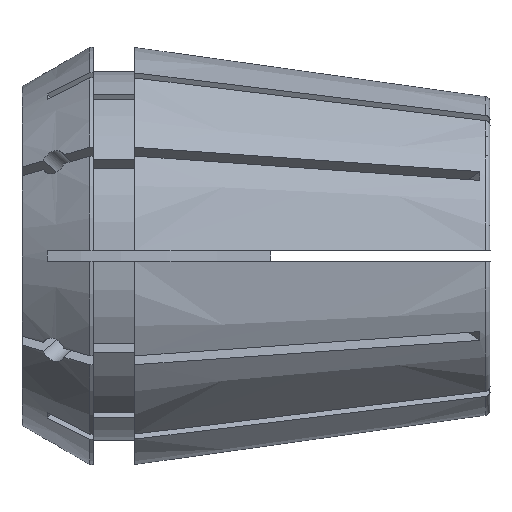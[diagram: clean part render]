
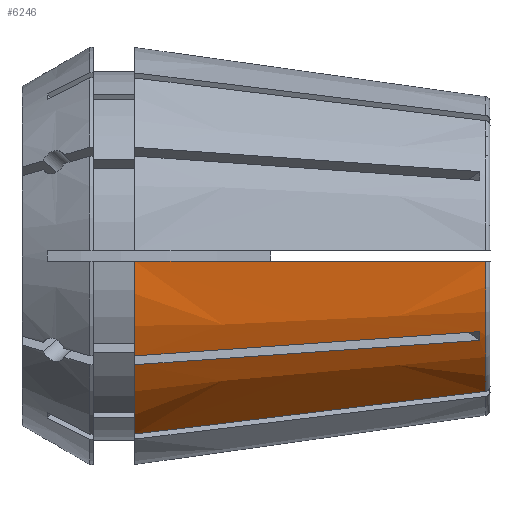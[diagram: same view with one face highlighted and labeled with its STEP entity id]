
A CAD part, front view. The second image highlights one B-rep face of the part: STEP entity #6246.
In plain terms, the highlighted conical face has half-angle 8 degrees and reference radius 15.595 mm.
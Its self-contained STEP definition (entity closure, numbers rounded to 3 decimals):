
#136 = AXIS2_PLACEMENT_3D ( 'NONE', #2440, #2313, #2307 ) ;
#146 = AXIS2_PLACEMENT_3D ( 'NONE', #2454, #2340, #2450 ) ;
#174 = AXIS2_PLACEMENT_3D ( 'NONE', #1814, #1918, #1795 ) ;
#472 = CARTESIAN_POINT ( 'NONE',  ( 11.1, -17.499, -10.68 ) ) ;
#497 = CARTESIAN_POINT ( 'NONE',  ( 33.697, -14.747, -9.092 ) ) ;
#502 = CARTESIAN_POINT ( 'NONE',  ( 44.995, -13.371, -8.297 ) ) ;
#547 = CARTESIAN_POINT ( 'NONE',  ( 22.398, -16.123, -9.886 ) ) ;
#584 = B_SPLINE_CURVE_WITH_KNOTS ( 'NONE', 3,
 ( #5650, #5651, #5656, #5657 ),
 .UNSPECIFIED., .F., .F.,
 ( 4, 4 ),
 ( 0.082, 0.116 ),
 .UNSPECIFIED. ) ;
#753 = ORIENTED_EDGE ( 'NONE', *, *, #6311, .F. ) ;
#776 = ORIENTED_EDGE ( 'NONE', *, *, #4815, .F. ) ;
#1546 = FACE_OUTER_BOUND ( 'NONE', #6338, .T. ) ;
#1552 = CONICAL_SURFACE ( 'NONE', #2000, 15.595, 0.14 ) ;
#1795 = DIRECTION ( 'NONE',  ( 0., 0., 1. ) ) ;
#1814 = CARTESIAN_POINT ( 'NONE',  ( 11.1, 0., 0. ) ) ;
#1918 = DIRECTION ( 'NONE',  ( -1., 0., 0. ) ) ;
#2000 = AXIS2_PLACEMENT_3D ( 'NONE', #4674, #4673, #4666 ) ;
#2118 = VERTEX_POINT ( 'NONE', #4132 ) ;
#2133 = VERTEX_POINT ( 'NONE', #4095 ) ;
#2137 = VERTEX_POINT ( 'NONE', #4202 ) ;
#2151 = VERTEX_POINT ( 'NONE', #4124 ) ;
#2157 = VERTEX_POINT ( 'NONE', #3984 ) ;
#2240 = CARTESIAN_POINT ( 'NONE',  ( 45.002, -13.713, -7.725 ) ) ;
#2258 = CARTESIAN_POINT ( 'NONE',  ( 11.1, -10.68, -17.499 ) ) ;
#2280 = CARTESIAN_POINT ( 'NONE',  ( 45.002, -13.547, -8.014 ) ) ;
#2292 = CARTESIAN_POINT ( 'NONE',  ( 45.57, -15.648, -0.5 ) ) ;
#2307 = DIRECTION ( 'NONE',  ( 0., 0., -1. ) ) ;
#2313 = DIRECTION ( 'NONE',  ( -1., 0., 0. ) ) ;
#2340 = DIRECTION ( 'NONE',  ( -1., 0., 0. ) ) ;
#2364 = CARTESIAN_POINT ( 'NONE',  ( 44.995, -13.371, -8.297 ) ) ;
#2375 = CARTESIAN_POINT ( 'NONE',  ( 22.59, -18.879, -0.5 ) ) ;
#2389 = CARTESIAN_POINT ( 'NONE',  ( 22.59, -9.872, -16.1 ) ) ;
#2422 = CARTESIAN_POINT ( 'NONE',  ( 34.08, -9.065, -14.701 ) ) ;
#2423 = CARTESIAN_POINT ( 'NONE',  ( 44.995, -13.871, -7.431 ) ) ;
#2433 = CARTESIAN_POINT ( 'NONE',  ( 34.08, -17.264, -0.5 ) ) ;
#2439 = CARTESIAN_POINT ( 'NONE',  ( 11.1, -20.494, -0.5 ) ) ;
#2440 = CARTESIAN_POINT ( 'NONE',  ( 45.57, 0., 0. ) ) ;
#2450 = DIRECTION ( 'NONE',  ( 0., 0., 1. ) ) ;
#2451 = CARTESIAN_POINT ( 'NONE',  ( 45.57, -8.257, -13.302 ) ) ;
#2454 = CARTESIAN_POINT ( 'NONE',  ( 11.1, 0., 0. ) ) ;
#3060 = CIRCLE ( 'NONE', #136, 15.656 ) ;
#3083 = CIRCLE ( 'NONE', #146, 20.5 ) ;
#3136 = CIRCLE ( 'NONE', #174, 20.5 ) ;
#3698 = VERTEX_POINT ( 'NONE', #5345 ) ;
#3811 = VERTEX_POINT ( 'NONE', #5281 ) ;
#3972 = VERTEX_POINT ( 'NONE', #5268 ) ;
#3984 = CARTESIAN_POINT ( 'NONE',  ( 11.1, -17.999, -9.814 ) ) ;
#4095 = CARTESIAN_POINT ( 'NONE',  ( 45.57, -8.257, -13.302 ) ) ;
#4124 = CARTESIAN_POINT ( 'NONE',  ( 44.995, -13.871, -7.431 ) ) ;
#4132 = CARTESIAN_POINT ( 'NONE',  ( 44.995, -13.371, -8.297 ) ) ;
#4202 = CARTESIAN_POINT ( 'NONE',  ( 11.1, -17.499, -10.68 ) ) ;
#4666 = DIRECTION ( 'NONE',  ( 0., 0., 1. ) ) ;
#4673 = DIRECTION ( 'NONE',  ( -1., 0., 0. ) ) ;
#4674 = CARTESIAN_POINT ( 'NONE',  ( 46., 0., 0. ) ) ;
#4797 = EDGE_CURVE ( 'NONE', #2133, #3972, #3060, .T. ) ;
#4798 = EDGE_CURVE ( 'NONE', #2133, #3698, #4938, .T. ) ;
#4815 = EDGE_CURVE ( 'NONE', #2157, #3811, #3083, .T. ) ;
#4828 = EDGE_CURVE ( 'NONE', #2151, #2118, #4946, .T. ) ;
#4833 = EDGE_CURVE ( 'NONE', #3972, #3811, #4950, .T. ) ;
#4870 = EDGE_CURVE ( 'NONE', #3698, #2137, #3136, .T. ) ;
#4938 = B_SPLINE_CURVE_WITH_KNOTS ( 'NONE', 3,
 ( #2451, #2422, #2389, #2258 ),
 .UNSPECIFIED., .F., .F.,
 ( 4, 4 ),
 ( 0.081, 0.116 ),
 .UNSPECIFIED. ) ;
#4946 = B_SPLINE_CURVE_WITH_KNOTS ( 'NONE', 3,
 ( #2423, #2240, #2280, #2364 ),
 .UNSPECIFIED., .F., .F.,
 ( 4, 4 ),
 ( 0., 0.001 ),
 .UNSPECIFIED. ) ;
#4950 = B_SPLINE_CURVE_WITH_KNOTS ( 'NONE', 3,
 ( #2292, #2433, #2375, #2439 ),
 .UNSPECIFIED., .F., .F.,
 ( 4, 4 ),
 ( 0.081, 0.116 ),
 .UNSPECIFIED. ) ;
#4986 = B_SPLINE_CURVE_WITH_KNOTS ( 'NONE', 3,
 ( #502, #497, #547, #472 ),
 .UNSPECIFIED., .F., .F.,
 ( 4, 4 ),
 ( 0.082, 0.116 ),
 .UNSPECIFIED. ) ;
#5043 = EDGE_CURVE ( 'NONE', #2118, #2137, #4986, .T. ) ;
#5120 = ORIENTED_EDGE ( 'NONE', *, *, #4870, .F. ) ;
#5134 = ORIENTED_EDGE ( 'NONE', *, *, #4833, .T. ) ;
#5152 = ORIENTED_EDGE ( 'NONE', *, *, #4798, .F. ) ;
#5161 = ORIENTED_EDGE ( 'NONE', *, *, #4797, .T. ) ;
#5165 = ORIENTED_EDGE ( 'NONE', *, *, #4828, .T. ) ;
#5198 = ORIENTED_EDGE ( 'NONE', *, *, #5043, .T. ) ;
#5268 = CARTESIAN_POINT ( 'NONE',  ( 45.57, -15.648, -0.5 ) ) ;
#5281 = CARTESIAN_POINT ( 'NONE',  ( 11.1, -20.494, -0.5 ) ) ;
#5345 = CARTESIAN_POINT ( 'NONE',  ( 11.1, -10.68, -17.499 ) ) ;
#5650 = CARTESIAN_POINT ( 'NONE',  ( 44.995, -13.871, -7.431 ) ) ;
#5651 = CARTESIAN_POINT ( 'NONE',  ( 33.697, -15.247, -8.226 ) ) ;
#5656 = CARTESIAN_POINT ( 'NONE',  ( 22.398, -16.623, -9.02 ) ) ;
#5657 = CARTESIAN_POINT ( 'NONE',  ( 11.1, -17.999, -9.814 ) ) ;
#6246 = ADVANCED_FACE ( 'NONE', ( #1546 ), #1552, .T. ) ;
#6311 = EDGE_CURVE ( 'NONE', #2151, #2157, #584, .T. ) ;
#6338 = EDGE_LOOP ( 'NONE', ( #5152, #5161, #5134, #776, #753, #5165, #5198, #5120 ) ) ;
